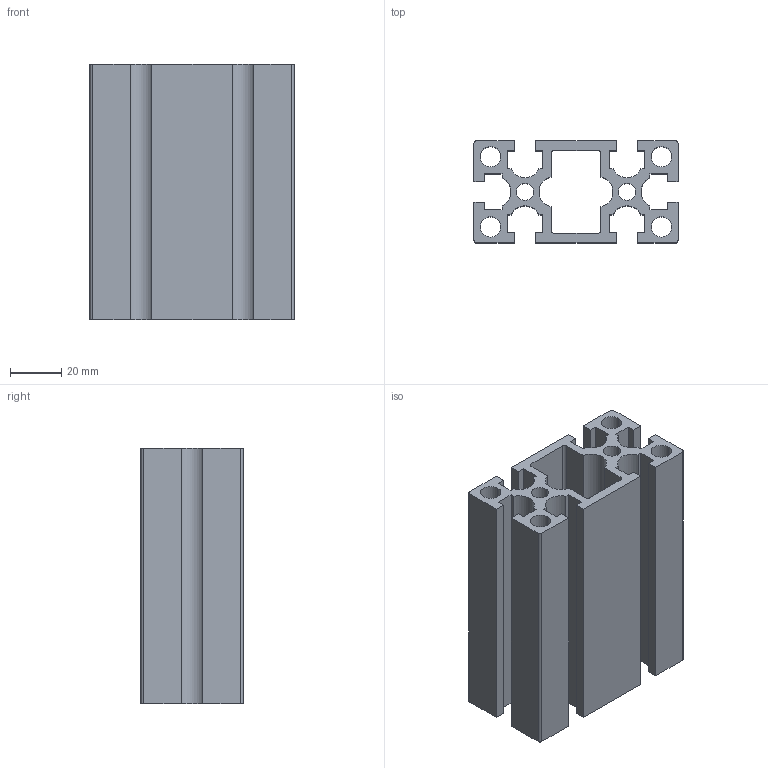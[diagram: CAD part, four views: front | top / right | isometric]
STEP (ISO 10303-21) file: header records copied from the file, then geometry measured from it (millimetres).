
FILE_DESCRIPTION (( 'STEP AP203' ), '1' );
FILE_NAME ('JL-8-4080GB.STEP', '2019-07-23T05:51:35', ( 'admin' ), ( '' ), 'SwSTEP 2.0', 'SolidWorks 2017', '' );
FILE_SCHEMA (( 'CONFIG_CONTROL_DESIGN' ));
Length unit declared in the file: millimetre
Products named in the file (1): JL-8-4080GB
Bounding box: 80 x 40 x 100 mm (x, y, z)
Volume: 125691.4 mm3; surface area: 73649 mm2
Topology: 1 solids, 1 shells, 250 faces, 717 edges, 478 vertices
Faces by surface type: plane 192, cylinder 30, bspline 28
Entity records: 9078 total; most frequent: CARTESIAN_POINT 2554, ORIENTED_EDGE 1434, DIRECTION 1167, EDGE_CURVE 717, LINE 601, VECTOR 601, VERTEX_POINT 478, AXIS2_PLACEMENT_3D 283
